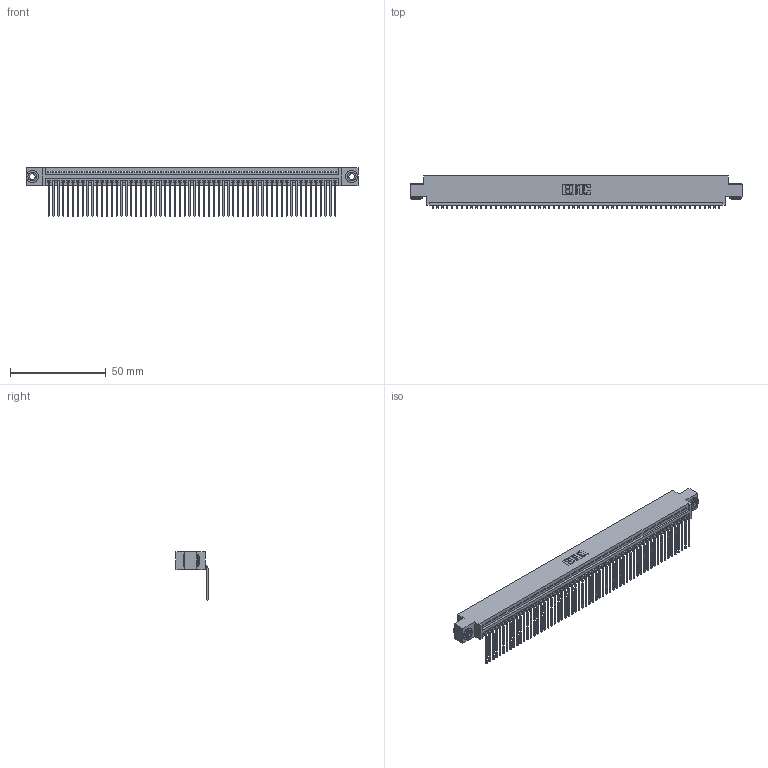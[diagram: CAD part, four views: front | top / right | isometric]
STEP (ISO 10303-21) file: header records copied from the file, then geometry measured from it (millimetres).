
FILE_DESCRIPTION (( 'STEP AP203' ), '1' );
FILE_NAME ('345-060-559-603.STEP', '2019-10-11T00:17:51', ( '' ), ( '' ), 'SwSTEP 2.0', 'SolidWorks 2016', '' );
FILE_SCHEMA (( 'CONFIG_CONTROL_DESIGN' ));
Length unit declared in the file: inch
Products named in the file (4): 345-060-559-603; 345-292-001_558 559 Tail - 1; 345 Part_0.170 Offset - 0.156 Dia-TH; 345-250-002_345-250-002-102
Assembly tree (63 placements, depth 2):
  345-060-559-603
    345 Part_0.170 Offset - 0.156 Dia-TH
    345-292-001_558 559 Tail - 1  x60
    345-250-002_345-250-002-102  x2
Bounding box: 173.61 x 16.75 x 25.53 mm (x, y, z)
Volume: 16742.9 mm3; surface area: 24010.2 mm2
Topology: 63 solids, 63 shells, 3768 faces, 11349 edges, 7482 vertices
Faces by surface type: plane 2614, cylinder 1146, cone 8
Entity records: 43600 total; most frequent: CARTESIAN_POINT 7531, ORIENTED_EDGE 7518, DIRECTION 6581, EDGE_CURVE 3759, LINE 3363, VECTOR 3363, VERTEX_POINT 2502, AXIS2_PLACEMENT_3D 1609
